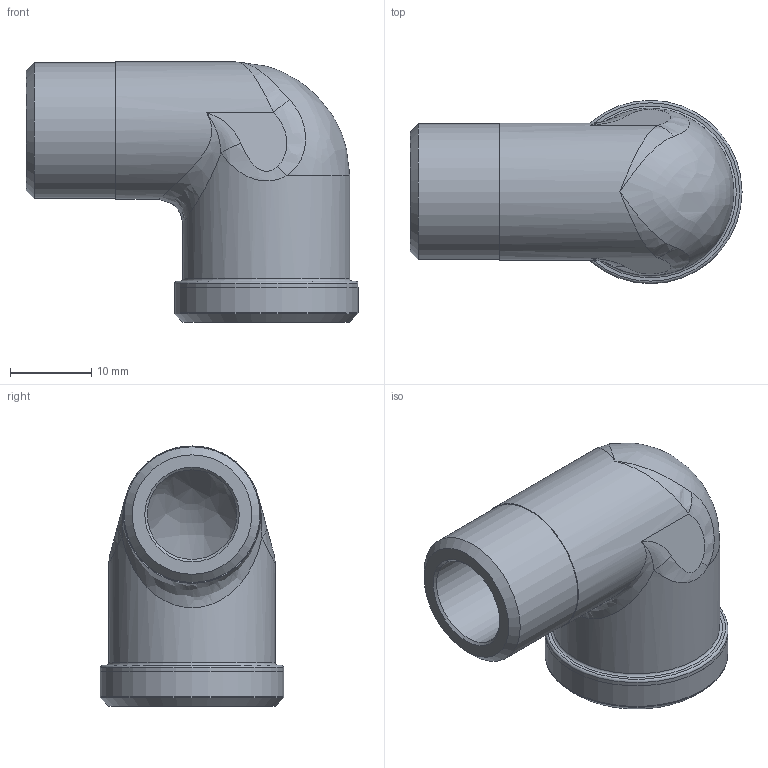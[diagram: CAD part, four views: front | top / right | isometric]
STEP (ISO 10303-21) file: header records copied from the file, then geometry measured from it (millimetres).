
FILE_DESCRIPTION(/* description */ (''),/* implementation_level */ '2;1');
FILE_NAME(/* name */ 'KI-304-010 Aschl.stp',/* time_stamp */ '2016-05-31T15:01:36+02:00',/* author */ ('hochmair'),/* organization */ (''),/* preprocessor_version */ 'ST-DEVELOPER v15.6',/* originating_system */ 'Autodesk Inventor 2015',/* authorisation */ '');
FILE_SCHEMA (('AUTOMOTIVE_DESIGN { 1 0 10303 214 3 1 1 }'));
Length unit declared in the file: millimetre
Products named in the file (1): TB20382180
Bounding box: 40.75 x 22.5 x 31.93 mm (x, y, z)
Volume: 5456.8 mm3; surface area: 5653.1 mm2
Topology: 1 solids, 1 shells, 49 faces, 108 edges, 59 vertices
Faces by surface type: bspline 20, plane 12, cylinder 10, cone 5, torus 2
Full cylindrical faces by diameter (mm): 11 x1, 13.862 x1, 14.95 x1, 16.662 x1, 16.862 x1, 17.5 x1, 20.5 x1, 22.5 x2, 22.501 x1
Entity records: 2031 total; most frequent: CARTESIAN_POINT 1158, ORIENTED_EDGE 154, DIRECTION 154, EDGE_CURVE 77, AXIS2_PLACEMENT_3D 75, EDGE_LOOP 74, VERTEX_POINT 53, FACE_OUTER_BOUND 49
